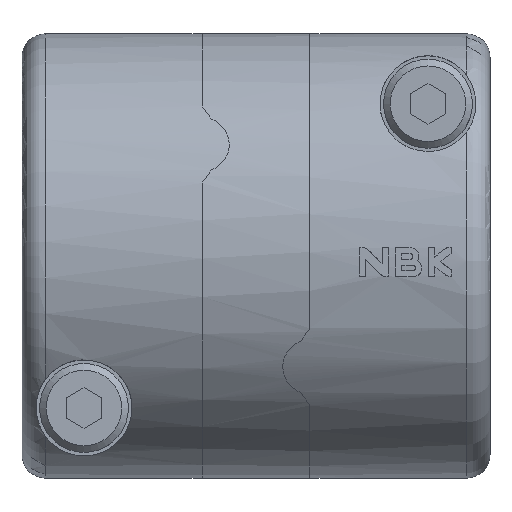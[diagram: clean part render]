
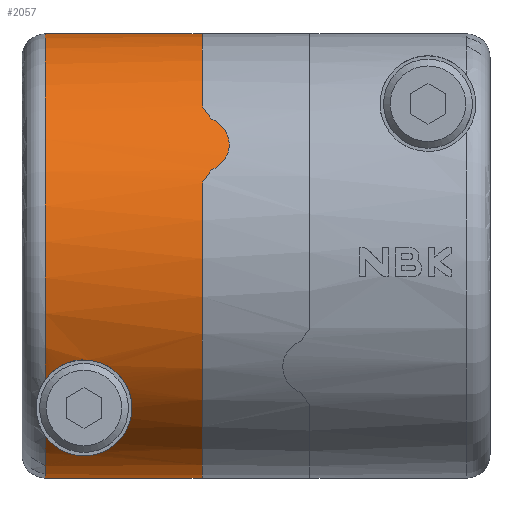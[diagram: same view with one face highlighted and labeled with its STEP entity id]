
A CAD part, top view. The second image highlights one B-rep face of the part: STEP entity #2057.
In plain terms, the highlighted cylindrical face has radius 9.5 mm (diameter 19 mm), a full revolution.
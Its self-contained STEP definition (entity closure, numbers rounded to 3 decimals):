
#43=ELLIPSE('',#2233,11.597,9.5);
#44=ELLIPSE('',#2235,11.597,9.5);
#45=ELLIPSE('',#2236,11.597,9.5);
#46=ELLIPSE('',#2238,11.597,9.5);
#160=CIRCLE('',#2230,9.5);
#161=CIRCLE('',#2231,9.5);
#162=CIRCLE('',#2232,9.5);
#163=CIRCLE('',#2234,9.5);
#164=CIRCLE('',#2237,9.5);
#234=LINE('',#3130,#404);
#235=LINE('',#3152,#405);
#404=VECTOR('',#2480,1000.);
#405=VECTOR('',#2485,1000.);
#588=ORIENTED_EDGE('',*,*,#1171,.F.);
#589=ORIENTED_EDGE('',*,*,#1172,.T.);
#590=ORIENTED_EDGE('',*,*,#1173,.T.);
#591=ORIENTED_EDGE('',*,*,#1174,.T.);
#592=ORIENTED_EDGE('',*,*,#1175,.T.);
#593=ORIENTED_EDGE('',*,*,#1176,.T.);
#594=ORIENTED_EDGE('',*,*,#1177,.T.);
#595=ORIENTED_EDGE('',*,*,#1178,.T.);
#596=ORIENTED_EDGE('',*,*,#1179,.T.);
#597=ORIENTED_EDGE('',*,*,#1180,.F.);
#598=ORIENTED_EDGE('',*,*,#1181,.T.);
#599=ORIENTED_EDGE('',*,*,#1182,.T.);
#600=ORIENTED_EDGE('',*,*,#1183,.T.);
#601=ORIENTED_EDGE('',*,*,#1184,.F.);
#1171=EDGE_CURVE('',#1461,#1462,#160,.F.);
#1172=EDGE_CURVE('',#1461,#1463,#234,.F.);
#1173=EDGE_CURVE('',#1463,#1464,#161,.T.);
#1174=EDGE_CURVE('',#1464,#1465,#1655,.T.);
#1175=EDGE_CURVE('',#1465,#1466,#162,.T.);
#1176=EDGE_CURVE('',#1466,#1462,#235,.T.);
#1177=EDGE_CURVE('',#1467,#1468,#43,.F.);
#1178=EDGE_CURVE('',#1468,#1469,#163,.F.);
#1179=EDGE_CURVE('',#1469,#1470,#44,.F.);
#1180=EDGE_CURVE('',#1471,#1470,#1656,.T.);
#1181=EDGE_CURVE('',#1471,#1472,#45,.F.);
#1182=EDGE_CURVE('',#1472,#1473,#164,.F.);
#1183=EDGE_CURVE('',#1473,#1474,#46,.F.);
#1184=EDGE_CURVE('',#1467,#1474,#1657,.T.);
#1461=VERTEX_POINT('',#3128);
#1462=VERTEX_POINT('',#3129);
#1463=VERTEX_POINT('',#3131);
#1464=VERTEX_POINT('',#3133);
#1465=VERTEX_POINT('',#3149);
#1466=VERTEX_POINT('',#3151);
#1467=VERTEX_POINT('',#3154);
#1468=VERTEX_POINT('',#3155);
#1469=VERTEX_POINT('',#3157);
#1470=VERTEX_POINT('',#3159);
#1471=VERTEX_POINT('',#3166);
#1472=VERTEX_POINT('',#3168);
#1473=VERTEX_POINT('',#3170);
#1474=VERTEX_POINT('',#3172);
#1655=B_SPLINE_CURVE_WITH_KNOTS('',3,(#3134,#3135,#3136,#3137,#3138,#3139,
#3140,#3141,#3142,#3143,#3144,#3145,#3146,#3147,#3148),.UNSPECIFIED.,.F.,
 .F.,(4,1,1,1,1,1,1,1,1,1,1,1,4),(0.,0.002,
0.003,0.005,0.006,0.007,
0.008,0.009,0.009,0.01,
0.011,0.012,0.012),.UNSPECIFIED.);
#1656=B_SPLINE_CURVE_WITH_KNOTS('',3,(#3160,#3161,#3162,#3163,#3164,#3165),
 .UNSPECIFIED.,.F.,.F.,(4,1,1,4),(0.,0.001,0.002,
0.003),.UNSPECIFIED.);
#1657=B_SPLINE_CURVE_WITH_KNOTS('',3,(#3173,#3174,#3175,#3176,#3177,#3178),
 .UNSPECIFIED.,.F.,.F.,(4,1,1,4),(0.,0.002,0.002,
0.003),.UNSPECIFIED.);
#1690=EDGE_LOOP('',(#588,#589,#590,#591,#592,#593));
#1691=EDGE_LOOP('',(#594,#595,#596,#597,#598,#599,#600,#601));
#1858=FACE_BOUND('',#1690,.T.);
#1859=FACE_BOUND('',#1691,.T.);
#2021=CYLINDRICAL_SURFACE('',#2229,9.5);
#2057=ADVANCED_FACE('',(#1858,#1859),#2021,.T.);
#2229=AXIS2_PLACEMENT_3D('',#3126,#2476,#2477);
#2230=AXIS2_PLACEMENT_3D('',#3127,#2478,#2479);
#2231=AXIS2_PLACEMENT_3D('',#3132,#2481,#2482);
#2232=AXIS2_PLACEMENT_3D('',#3150,#2483,#2484);
#2233=AXIS2_PLACEMENT_3D('',#3153,#2486,#2487);
#2234=AXIS2_PLACEMENT_3D('',#3156,#2488,#2489);
#2235=AXIS2_PLACEMENT_3D('',#3158,#2490,#2491);
#2236=AXIS2_PLACEMENT_3D('',#3167,#2492,#2493);
#2237=AXIS2_PLACEMENT_3D('',#3169,#2494,#2495);
#2238=AXIS2_PLACEMENT_3D('',#3171,#2496,#2497);
#2476=DIRECTION('',(1.,0.,0.));
#2477=DIRECTION('',(0.,0.,-1.));
#2478=DIRECTION('',(1.,0.,0.));
#2479=DIRECTION('',(0.,0.,-1.));
#2480=DIRECTION('',(1.,0.,0.));
#2481=DIRECTION('',(1.,0.,0.));
#2482=DIRECTION('',(0.,0.,-1.));
#2483=DIRECTION('',(1.,0.,0.));
#2484=DIRECTION('',(0.,0.,-1.));
#2485=DIRECTION('',(1.,0.,0.));
#2486=DIRECTION('',(0.819,0.574,0.));
#2487=DIRECTION('',(0.574,-0.819,0.));
#2488=DIRECTION('',(1.,0.,0.));
#2489=DIRECTION('',(0.,1.,0.));
#2490=DIRECTION('',(0.819,0.574,0.));
#2491=DIRECTION('',(0.574,-0.819,0.));
#2492=DIRECTION('',(0.819,-0.574,0.));
#2493=DIRECTION('',(0.574,0.819,0.));
#2494=DIRECTION('',(1.,0.,0.));
#2495=DIRECTION('',(0.,0.,-1.));
#2496=DIRECTION('',(0.819,-0.574,0.));
#2497=DIRECTION('',(0.574,0.819,0.));
#3126=CARTESIAN_POINT('',(9.24,0.,0.));
#3127=CARTESIAN_POINT('',(5.35,0.,0.));
#3128=CARTESIAN_POINT('',(5.35,9.492,0.4));
#3129=CARTESIAN_POINT('',(5.35,-9.492,0.4));
#3130=CARTESIAN_POINT('',(9.24,9.492,0.4));
#3131=CARTESIAN_POINT('',(1.,9.492,0.4));
#3132=CARTESIAN_POINT('',(1.,0.,0.));
#3133=CARTESIAN_POINT('',(1.,-5.283,7.895));
#3134=CARTESIAN_POINT('',(1.,-5.283,7.895));
#3135=CARTESIAN_POINT('',(1.273,-4.913,8.143));
#3136=CARTESIAN_POINT('',(2.144,-4.297,8.472));
#3137=CARTESIAN_POINT('',(3.821,-4.582,8.338));
#3138=CARTESIAN_POINT('',(4.709,-5.775,7.6));
#3139=CARTESIAN_POINT('',(4.736,-6.755,6.714));
#3140=CARTESIAN_POINT('',(4.508,-7.415,5.955));
#3141=CARTESIAN_POINT('',(4.226,-7.845,5.373));
#3142=CARTESIAN_POINT('',(3.832,-8.202,4.808));
#3143=CARTESIAN_POINT('',(3.315,-8.482,4.287));
#3144=CARTESIAN_POINT('',(2.523,-8.598,4.041));
#3145=CARTESIAN_POINT('',(1.814,-8.407,4.435));
#3146=CARTESIAN_POINT('',(1.341,-8.106,4.968));
#3147=CARTESIAN_POINT('',(1.102,-7.855,5.348));
#3148=CARTESIAN_POINT('',(1.,-7.717,5.541));
#3149=CARTESIAN_POINT('',(1.,-7.717,5.541));
#3150=CARTESIAN_POINT('',(1.,0.,0.));
#3151=CARTESIAN_POINT('',(1.,-9.492,0.4));
#3152=CARTESIAN_POINT('',(9.24,-9.492,0.4));
#3153=CARTESIAN_POINT('',(12.181,0.,0.));
#3154=CARTESIAN_POINT('',(8.095,5.835,7.497));
#3155=CARTESIAN_POINT('',(7.7,6.4,7.021));
#3156=CARTESIAN_POINT('',(7.7,0.,0.));
#3157=CARTESIAN_POINT('',(7.7,6.4,-7.021));
#3158=CARTESIAN_POINT('',(12.181,0.,0.));
#3159=CARTESIAN_POINT('',(8.095,5.835,-7.497));
#3160=CARTESIAN_POINT('',(8.095,3.665,-8.765));
#3161=CARTESIAN_POINT('',(8.339,3.753,-8.728));
#3162=CARTESIAN_POINT('',(8.742,4.093,-8.582));
#3163=CARTESIAN_POINT('',(8.979,5.023,-8.098));
#3164=CARTESIAN_POINT('',(8.573,5.661,-7.632));
#3165=CARTESIAN_POINT('',(8.095,5.835,-7.497));
#3166=CARTESIAN_POINT('',(8.095,3.665,-8.765));
#3167=CARTESIAN_POINT('',(5.529,0.,0.));
#3168=CARTESIAN_POINT('',(7.7,3.1,-8.98));
#3169=CARTESIAN_POINT('',(7.7,0.,0.));
#3170=CARTESIAN_POINT('',(7.7,3.1,8.98));
#3171=CARTESIAN_POINT('',(5.529,0.,0.));
#3172=CARTESIAN_POINT('',(8.095,3.665,8.765));
#3173=CARTESIAN_POINT('',(8.095,5.835,7.497));
#3174=CARTESIAN_POINT('',(8.572,5.662,7.632));
#3175=CARTESIAN_POINT('',(8.979,5.019,8.1));
#3176=CARTESIAN_POINT('',(8.741,4.093,8.582));
#3177=CARTESIAN_POINT('',(8.339,3.754,8.728));
#3178=CARTESIAN_POINT('',(8.095,3.665,8.765));
